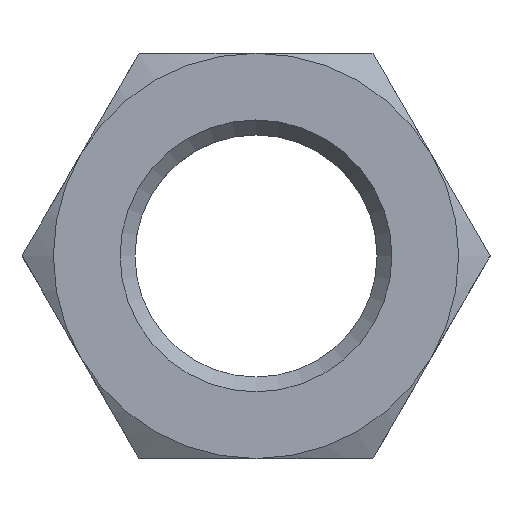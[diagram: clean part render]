
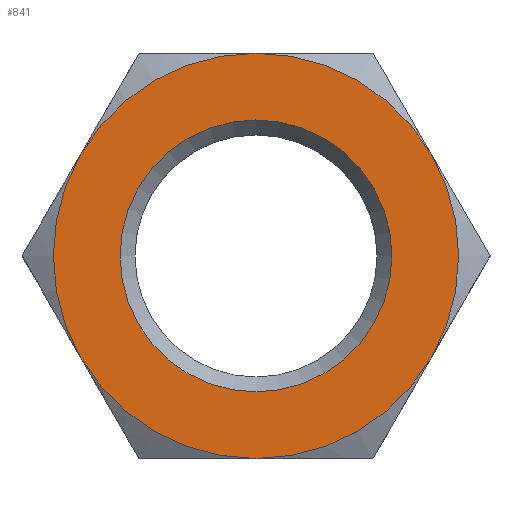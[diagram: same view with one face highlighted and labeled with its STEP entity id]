
A CAD part, top view. The second image highlights one B-rep face of the part: STEP entity #841.
In plain terms, the highlighted planar face has unit normal (0, 0, 1).
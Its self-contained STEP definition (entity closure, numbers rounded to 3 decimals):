
#204=CARTESIAN_POINT('',(13.75,0.0,12.));
#205=VERTEX_POINT('',#204);
#206=CARTESIAN_POINT('',(0.0,0.0,12.));
#207=DIRECTION('',(0.0,0.0,-1.0));
#208=DIRECTION('',(1.0,0.0,0.0));
#209=AXIS2_PLACEMENT_3D('',#206,#207,#208);
#210=CIRCLE('',#209,13.75);
#211=EDGE_CURVE('',#205,#205,#210,.T.);
#448=CARTESIAN_POINT('',(17.754,-10.25,12.));
#449=VERTEX_POINT('',#448);
#463=CARTESIAN_POINT('',(17.754,10.25,12.));
#464=VERTEX_POINT('',#463);
#478=CARTESIAN_POINT('',(0.0,0.0,12.));
#479=DIRECTION('',(0.0,0.0,1.0));
#480=DIRECTION('',(1.0,0.0,0.0));
#481=AXIS2_PLACEMENT_3D('',#478,#479,#480);
#482=CIRCLE('',#481,20.5);
#483=EDGE_CURVE('',#449,#464,#482,.T.);
#495=CARTESIAN_POINT('',(0.,-20.5,12.));
#496=VERTEX_POINT('',#495);
#523=CARTESIAN_POINT('',(0.0,0.0,12.));
#524=DIRECTION('',(0.0,0.0,1.0));
#525=DIRECTION('',(1.0,0.0,0.0));
#526=AXIS2_PLACEMENT_3D('',#523,#524,#525);
#527=CIRCLE('',#526,20.5);
#528=EDGE_CURVE('',#496,#449,#527,.T.);
#553=CARTESIAN_POINT('',(-17.754,-10.25,12.));
#554=VERTEX_POINT('',#553);
#555=CARTESIAN_POINT('',(0.0,0.0,12.));
#556=DIRECTION('',(0.0,0.0,1.0));
#557=DIRECTION('',(1.0,0.0,0.0));
#558=AXIS2_PLACEMENT_3D('',#555,#556,#557);
#559=CIRCLE('',#558,20.5);
#560=EDGE_CURVE('',#554,#496,#559,.T.);
#598=CARTESIAN_POINT('',(-17.754,10.25,12.));
#599=VERTEX_POINT('',#598);
#600=CARTESIAN_POINT('',(0.0,0.0,12.));
#601=DIRECTION('',(0.0,0.0,1.0));
#602=DIRECTION('',(1.0,0.0,0.0));
#603=AXIS2_PLACEMENT_3D('',#600,#601,#602);
#604=CIRCLE('',#603,20.5);
#605=EDGE_CURVE('',#599,#554,#604,.T.);
#643=CARTESIAN_POINT('',(0.,20.5,12.));
#644=VERTEX_POINT('',#643);
#645=CARTESIAN_POINT('',(0.0,0.0,12.));
#646=DIRECTION('',(0.0,0.0,1.0));
#647=DIRECTION('',(1.0,0.0,0.0));
#648=AXIS2_PLACEMENT_3D('',#645,#646,#647);
#649=CIRCLE('',#648,20.5);
#650=EDGE_CURVE('',#644,#599,#649,.T.);
#688=CARTESIAN_POINT('',(0.0,0.0,12.));
#689=DIRECTION('',(0.0,0.0,1.0));
#690=DIRECTION('',(1.0,0.0,0.0));
#691=AXIS2_PLACEMENT_3D('',#688,#689,#690);
#692=CIRCLE('',#691,20.5);
#693=EDGE_CURVE('',#464,#644,#692,.T.);
#825=CARTESIAN_POINT('',(0.,0.,12.));
#826=DIRECTION('',(0.0,0.0,1.0));
#827=DIRECTION('',(1.0,0.0,0.0));
#828=AXIS2_PLACEMENT_3D('',#825,#826,#827);
#829=PLANE('',#828);
#830=ORIENTED_EDGE('',*,*,#693,.T.);
#831=ORIENTED_EDGE('',*,*,#650,.T.);
#832=ORIENTED_EDGE('',*,*,#605,.T.);
#833=ORIENTED_EDGE('',*,*,#560,.T.);
#834=ORIENTED_EDGE('',*,*,#528,.T.);
#835=ORIENTED_EDGE('',*,*,#483,.T.);
#836=EDGE_LOOP('',(#830,#831,#832,#833,#834,#835));
#837=FACE_OUTER_BOUND('',#836,.T.);
#838=ORIENTED_EDGE('',*,*,#211,.T.);
#839=EDGE_LOOP('',(#838));
#840=FACE_BOUND('',#839,.T.);
#841=ADVANCED_FACE('',(#837,#840),#829,.T.);
